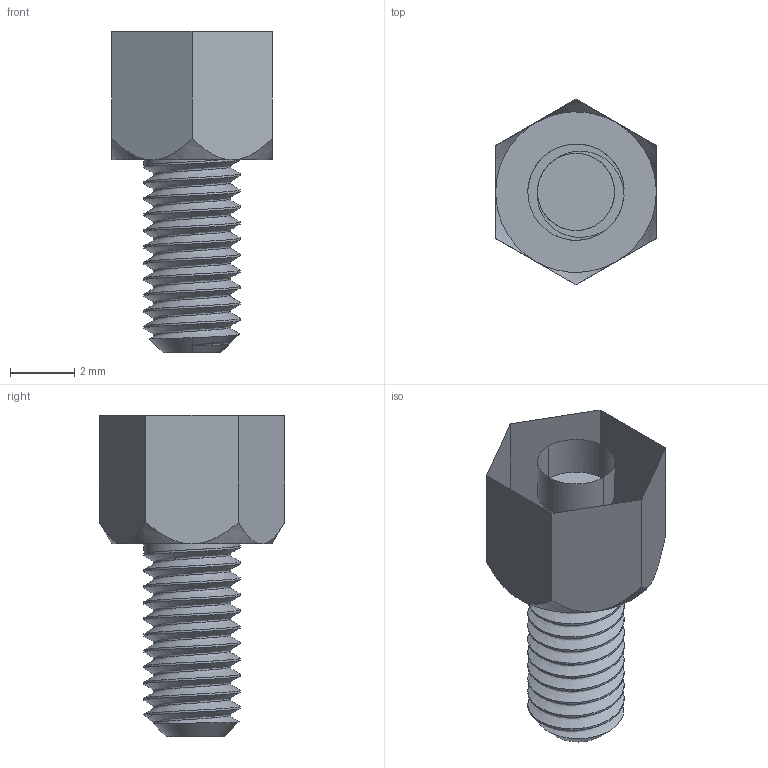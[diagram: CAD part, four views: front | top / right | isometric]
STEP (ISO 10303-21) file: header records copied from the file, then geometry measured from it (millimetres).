
FILE_DESCRIPTION(('FreeCAD Model'),'2;1');
FILE_NAME('Cut.step','2019-03-27T17:20:15',( 'kicad StepUp'),('ksu MCAD'),'Open CASCADE STEP processor 7.2', 'FreeCAD','Unknown');
FILE_SCHEMA(('AUTOMOTIVE_DESIGN { 1 0 10303 214 1 1 1 1 }'));
Length unit declared in the file: millimetre
Products named in the file (1): Cut
Bounding box: 5 x 5.77 x 10 mm (x, y, z)
Surface area: 188.4 mm2 (no closed solid volume)
Topology: 0 solids, 5 shells, 36 faces, 104 edges, 70 vertices
Faces by surface type: bspline 28, plane 8
Entity records: 13634 total; most frequent: CARTESIAN_POINT 12765, ORIENTED_EDGE 165, EDGE_CURVE 102, B_SPLINE_CURVE_WITH_KNOTS 80, VERTEX_POINT 70, ADVANCED_FACE 36, FACE_BOUND 36, EDGE_LOOP 36
